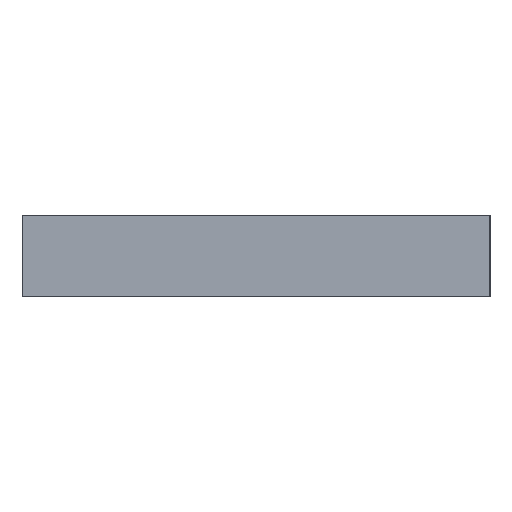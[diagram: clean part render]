
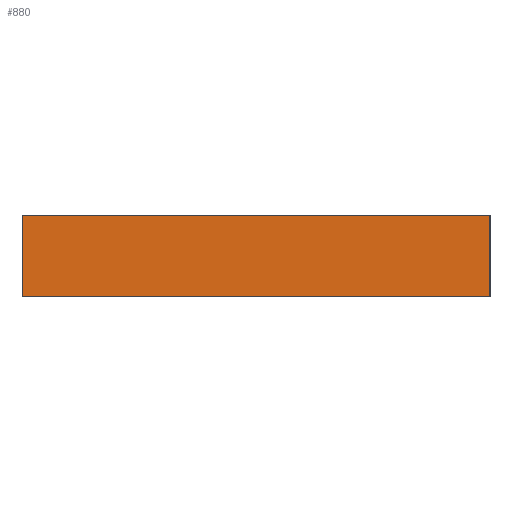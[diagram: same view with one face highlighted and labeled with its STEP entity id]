
A CAD part, left-side view. The second image highlights one B-rep face of the part: STEP entity #880.
In plain terms, the highlighted planar face has unit normal (-1, 0, 0).
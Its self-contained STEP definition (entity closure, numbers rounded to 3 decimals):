
#70 = VERTEX_POINT ( 'NONE', #575 ) ;
#89 = CARTESIAN_POINT ( 'NONE',  ( -35., 20., 0. ) ) ;
#153 = DIRECTION ( 'NONE',  ( 1., 0., 0. ) ) ;
#180 = LINE ( 'NONE', #676, #354 ) ;
#182 = FACE_OUTER_BOUND ( 'NONE', #261, .T. ) ;
#225 = LINE ( 'NONE', #734, #458 ) ;
#230 = CARTESIAN_POINT ( 'NONE',  ( -35., -20., 7. ) ) ;
#261 = EDGE_LOOP ( 'NONE', ( #787, #291, #806, #270 ) ) ;
#270 = ORIENTED_EDGE ( 'NONE', *, *, #425, .T. ) ;
#291 = ORIENTED_EDGE ( 'NONE', *, *, #434, .F. ) ;
#327 = VERTEX_POINT ( 'NONE', #89 ) ;
#354 = VECTOR ( 'NONE', #371, 1000. ) ;
#359 = DIRECTION ( 'NONE',  ( 0., -1., 0. ) ) ;
#371 = DIRECTION ( 'NONE',  ( 0., 0., -1. ) ) ;
#381 = EDGE_CURVE ( 'NONE', #327, #922, #225, .T. ) ;
#387 = LINE ( 'NONE', #910, #760 ) ;
#425 = EDGE_CURVE ( 'NONE', #629, #327, #387, .T. ) ;
#434 = EDGE_CURVE ( 'NONE', #70, #922, #180, .T. ) ;
#458 = VECTOR ( 'NONE', #359, 1000. ) ;
#507 = AXIS2_PLACEMENT_3D ( 'NONE', #623, #153, #692 ) ;
#575 = CARTESIAN_POINT ( 'NONE',  ( -35., -20., 7. ) ) ;
#616 = CARTESIAN_POINT ( 'NONE',  ( -35., 20., 7. ) ) ;
#623 = CARTESIAN_POINT ( 'NONE',  ( -35., -20., 7. ) ) ;
#625 = DIRECTION ( 'NONE',  ( 0., -1., 0. ) ) ;
#629 = VERTEX_POINT ( 'NONE', #616 ) ;
#676 = CARTESIAN_POINT ( 'NONE',  ( -35., -20., 7. ) ) ;
#692 = DIRECTION ( 'NONE',  ( 0., 0., -1. ) ) ;
#734 = CARTESIAN_POINT ( 'NONE',  ( -35., -20., 0. ) ) ;
#739 = VECTOR ( 'NONE', #625, 1000. ) ;
#760 = VECTOR ( 'NONE', #987, 1000. ) ;
#768 = CARTESIAN_POINT ( 'NONE',  ( -35., -20., 0. ) ) ;
#787 = ORIENTED_EDGE ( 'NONE', *, *, #381, .T. ) ;
#806 = ORIENTED_EDGE ( 'NONE', *, *, #896, .F. ) ;
#880 = ADVANCED_FACE ( 'NONE', ( #182 ), #1006, .F. ) ;
#896 = EDGE_CURVE ( 'NONE', #629, #70, #953, .T. ) ;
#910 = CARTESIAN_POINT ( 'NONE',  ( -35., 20., 7. ) ) ;
#922 = VERTEX_POINT ( 'NONE', #768 ) ;
#953 = LINE ( 'NONE', #230, #739 ) ;
#987 = DIRECTION ( 'NONE',  ( 0., 0., -1. ) ) ;
#1006 = PLANE ( 'NONE',  #507 ) ;
